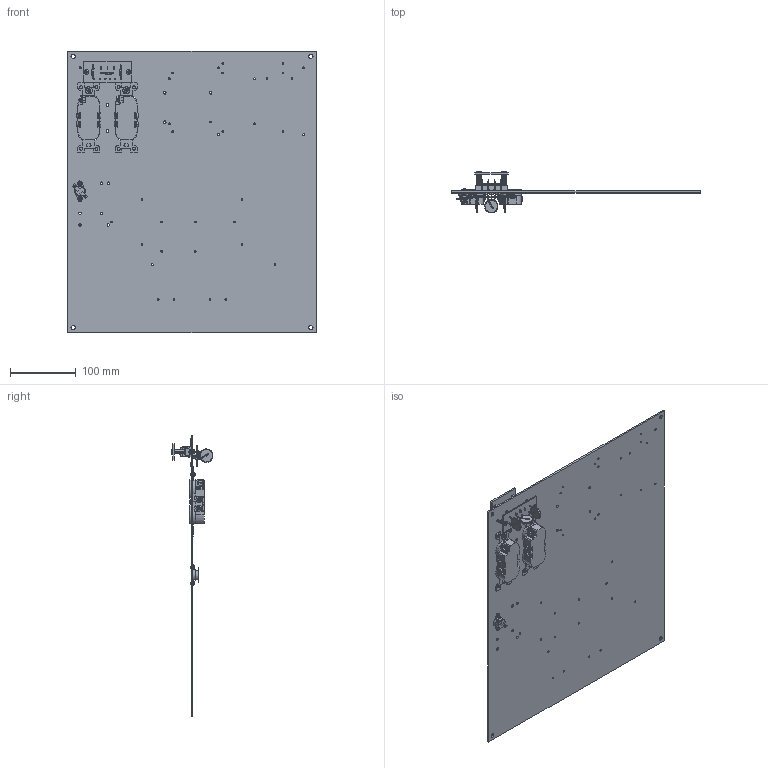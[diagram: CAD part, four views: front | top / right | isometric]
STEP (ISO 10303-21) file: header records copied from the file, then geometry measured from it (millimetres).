
FILE_DESCRIPTION (( 'STEP AP214' ), '1' );
FILE_NAME ('TEF18-RP10F-1_3D.STEP', '2020-04-15T17:26:32', ( '' ), ( '' ), 'SwSTEP 2.0', 'SolidWorks 2018', '' );
FILE_SCHEMA (( 'AUTOMOTIVE_DESIGN' ));
Length unit declared in the file: inch
Products named in the file (18): XFS-0017; XF797-02; XMH-0010; XFN-0013; XCTB-0002; XF685-01; TEF18-RP10F-1_3D; XFS-0031; XMH-0005; XFS-0012; XFW-0009; XFN-0022; X-ASSY-HYP285-1; XERZ-V20D241; X-PCB-HYP285; XLBL-F704-UL_With Actual Text; 1AW05-083_With Actual Text; 1AW05-082_With Actual Text
Assembly tree (31 placements, depth 3):
  TEF18-RP10F-1_3D
    XF685-01
    XCTB-0002
    XFN-0013  x2
    XMH-0010  x2
    XF797-02
    XFS-0017  x7
    1AW05-082_With Actual Text
    1AW05-083_With Actual Text
    XLBL-F704-UL_With Actual Text
    X-ASSY-HYP285-1
      X-PCB-HYP285
      XERZ-V20D241  x3
    XFN-0022  x2
    XFW-0009  x2
    XFS-0012  x2
    XMH-0005
    XFS-0031  x2
Bounding box: 377.82 x 63.77 x 428.62 mm (x, y, z)
Volume: 502155.3 mm3; surface area: 371657.7 mm2
Topology: 30 solids, 30 shells, 2373 faces, 5997 edges, 3801 vertices
Faces by surface type: plane 1210, cylinder 478, bspline 316, cone 253, torus 90, sphere 26
Full cylindrical faces by diameter (mm): 1.102 x1, 1.27 x6, 1.397 x6, 1.778 x6, 2.02 x16, 2.705 x44, 2.845 x14, 3.175 x2, 3.429 x2, 3.683 x2, 3.81 x13, 3.886 x8, 3.934 x1, 3.962 x2, 4.064 x2, 4.166 x4, 4.47 x2, 4.496 x2, 4.572 x8, 4.763 x2, 5.563 x2, 6.35 x6, 6.667 x3, 6.858 x9, 7.163 x3, 7.62 x3, 8.915 x8, 11.112 x2, 14.478 x1, 16.002 x1
Entity records: 81336 total; most frequent: CARTESIAN_POINT 26907, ORIENTED_EDGE 7954, DIRECTION 6781, EDGE_CURVE 3977, VERTEX_POINT 2700, LINE 2449, VECTOR 2449, EDGE_LOOP 2173
